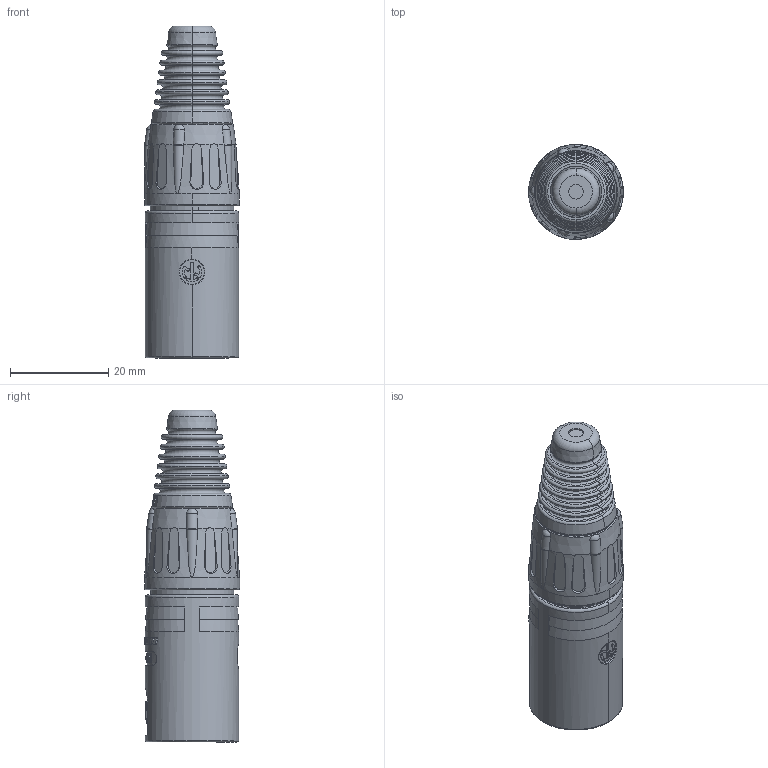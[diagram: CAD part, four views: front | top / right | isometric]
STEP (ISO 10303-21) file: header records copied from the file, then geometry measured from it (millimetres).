
FILE_DESCRIPTION((''),'2;1');
FILE_NAME('NC6MX','2019-03-01T',('odo'),(''),'CREO PARAMETRIC BY PTC INC, 2017020','CREO PARAMETRIC BY PTC INC, 2017020','');
FILE_SCHEMA(('CONFIG_CONTROL_DESIGN'));
Length unit declared in the file: millimetre
Products named in the file (1): NC6MX
Bounding box: 19.35 x 19.38 x 67.67 mm (x, y, z)
Volume: 12707 mm3; surface area: 5779.7 mm2
Topology: 1 solids, 1 shells, 1019 faces, 2751 edges, 1798 vertices
Faces by surface type: plane 756, cylinder 97, cone 64, torus 55, sphere 25, bspline 16, extrusion 6
Entity records: 33761 total; most frequent: CARTESIAN_POINT 9050, ORIENTED_EDGE 5478, DIRECTION 4671, EDGE_CURVE 2739, VERTEX_POINT 1798, AXIS2_PLACEMENT_3D 1663, VECTOR 1345, LINE 1339
